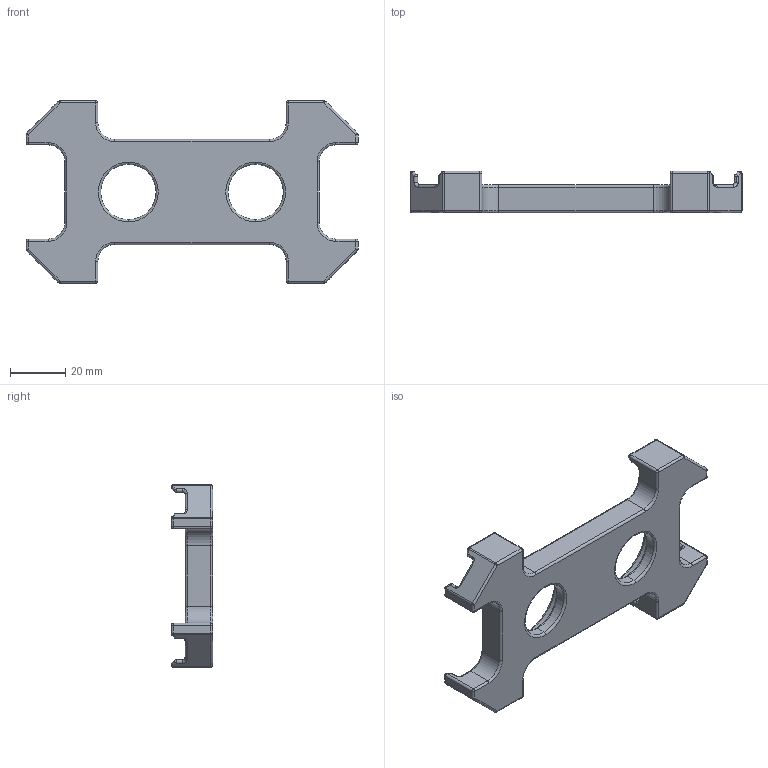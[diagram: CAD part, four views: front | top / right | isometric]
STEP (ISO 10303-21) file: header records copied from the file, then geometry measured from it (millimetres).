
FILE_DESCRIPTION (( 'STEP AP214' ), '1' );
FILE_NAME ('Assembly_fixture.STEP', '2021-04-26T11:59:11', ( '' ), ( '' ), 'SwSTEP 2.0', 'SolidWorks 2020', '' );
FILE_SCHEMA (( 'AUTOMOTIVE_DESIGN' ));
Length unit declared in the file: millimetre
Products named in the file (1): Assembly_fixture
Bounding box: 120 x 15 x 66 mm (x, y, z)
Volume: 39948.7 mm3; surface area: 14607 mm2
Topology: 1 solids, 1 shells, 320 faces, 724 edges, 360 vertices
Faces by surface type: cylinder 156, sphere 64, plane 52, torus 40, bspline 8
Entity records: 8722 total; most frequent: CARTESIAN_POINT 1733, DIRECTION 1646, ORIENTED_EDGE 1352, EDGE_CURVE 676, AXIS2_PLACEMENT_3D 673, VERTEX_POINT 360, CIRCLE 360, EDGE_LOOP 326
